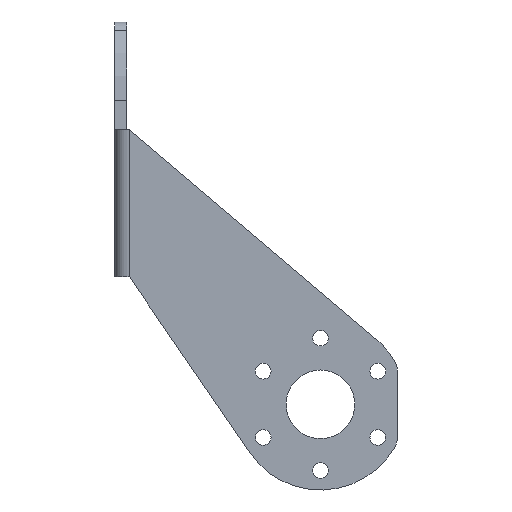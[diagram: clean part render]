
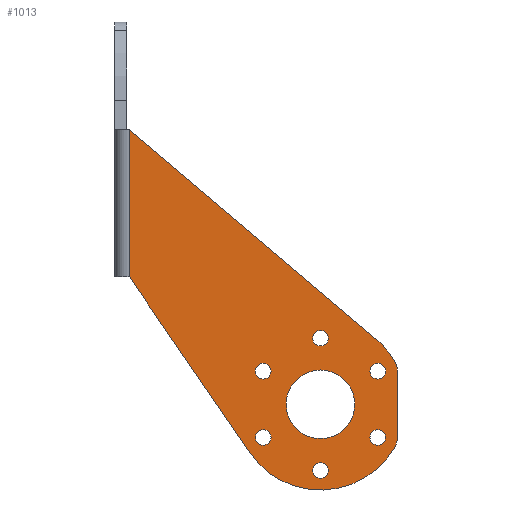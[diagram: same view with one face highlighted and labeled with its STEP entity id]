
A CAD part, left-side view. The second image highlights one B-rep face of the part: STEP entity #1013.
In plain terms, the highlighted planar face has unit normal (-1, 0, 0).
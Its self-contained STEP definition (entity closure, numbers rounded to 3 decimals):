
#19=FACE_BOUND('',#140,.T.);
#20=FACE_BOUND('',#141,.T.);
#21=FACE_BOUND('',#142,.T.);
#22=FACE_BOUND('',#143,.T.);
#23=FACE_BOUND('',#144,.T.);
#24=FACE_BOUND('',#145,.T.);
#25=FACE_BOUND('',#146,.T.);
#59=PLANE('',#1101);
#86=FACE_OUTER_BOUND('',#139,.T.);
#139=EDGE_LOOP('',(#723,#724,#725,#726,#727,#728,#729,#730));
#140=EDGE_LOOP('',(#731));
#141=EDGE_LOOP('',(#732));
#142=EDGE_LOOP('',(#733));
#143=EDGE_LOOP('',(#734));
#144=EDGE_LOOP('',(#735));
#145=EDGE_LOOP('',(#736));
#146=EDGE_LOOP('',(#737));
#222=LINE('',#1549,#295);
#236=LINE('',#1606,#309);
#237=LINE('',#1608,#310);
#238=LINE('',#1609,#311);
#295=VECTOR('',#1223,10.);
#309=VECTOR('',#1283,10.);
#310=VECTOR('',#1284,10.);
#311=VECTOR('',#1285,10.);
#367=CIRCLE('',#1074,7.);
#368=CIRCLE('',#1076,4.);
#370=CIRCLE('',#1081,4.);
#381=CIRCLE('',#1097,17.5);
#382=CIRCLE('',#1099,17.5);
#384=CIRCLE('',#1102,1.6);
#385=CIRCLE('',#1103,1.6);
#386=CIRCLE('',#1104,1.6);
#387=CIRCLE('',#1105,1.6);
#388=CIRCLE('',#1106,1.6);
#389=CIRCLE('',#1107,1.6);
#439=VERTEX_POINT('',#1535);
#440=VERTEX_POINT('',#1539);
#441=VERTEX_POINT('',#1540);
#444=VERTEX_POINT('',#1548);
#450=VERTEX_POINT('',#1563);
#461=VERTEX_POINT('',#1595);
#462=VERTEX_POINT('',#1599);
#464=VERTEX_POINT('',#1605);
#465=VERTEX_POINT('',#1607);
#466=VERTEX_POINT('',#1610);
#467=VERTEX_POINT('',#1612);
#468=VERTEX_POINT('',#1614);
#469=VERTEX_POINT('',#1616);
#470=VERTEX_POINT('',#1618);
#471=VERTEX_POINT('',#1620);
#535=EDGE_CURVE('',#439,#439,#367,.T.);
#536=EDGE_CURVE('',#440,#441,#368,.T.);
#540=EDGE_CURVE('',#441,#444,#222,.T.);
#547=EDGE_CURVE('',#444,#450,#370,.T.);
#564=EDGE_CURVE('',#450,#461,#381,.T.);
#565=EDGE_CURVE('',#462,#440,#382,.T.);
#568=EDGE_CURVE('',#461,#464,#236,.T.);
#569=EDGE_CURVE('',#465,#464,#237,.T.);
#570=EDGE_CURVE('',#465,#462,#238,.T.);
#571=EDGE_CURVE('',#466,#466,#384,.T.);
#572=EDGE_CURVE('',#467,#467,#385,.T.);
#573=EDGE_CURVE('',#468,#468,#386,.T.);
#574=EDGE_CURVE('',#469,#469,#387,.T.);
#575=EDGE_CURVE('',#470,#470,#388,.T.);
#576=EDGE_CURVE('',#471,#471,#389,.T.);
#723=ORIENTED_EDGE('',*,*,#536,.T.);
#724=ORIENTED_EDGE('',*,*,#540,.T.);
#725=ORIENTED_EDGE('',*,*,#547,.T.);
#726=ORIENTED_EDGE('',*,*,#564,.T.);
#727=ORIENTED_EDGE('',*,*,#568,.T.);
#728=ORIENTED_EDGE('',*,*,#569,.F.);
#729=ORIENTED_EDGE('',*,*,#570,.T.);
#730=ORIENTED_EDGE('',*,*,#565,.T.);
#731=ORIENTED_EDGE('',*,*,#571,.T.);
#732=ORIENTED_EDGE('',*,*,#572,.T.);
#733=ORIENTED_EDGE('',*,*,#573,.T.);
#734=ORIENTED_EDGE('',*,*,#574,.T.);
#735=ORIENTED_EDGE('',*,*,#575,.T.);
#736=ORIENTED_EDGE('',*,*,#576,.T.);
#737=ORIENTED_EDGE('',*,*,#535,.T.);
#1013=ADVANCED_FACE('',(#86,#19,#20,#21,#22,#23,#24,#25),#59,.T.);
#1074=AXIS2_PLACEMENT_3D('',#1537,#1211,#1212);
#1076=AXIS2_PLACEMENT_3D('',#1541,#1215,#1216);
#1081=AXIS2_PLACEMENT_3D('',#1564,#1234,#1235);
#1097=AXIS2_PLACEMENT_3D('',#1597,#1272,#1273);
#1099=AXIS2_PLACEMENT_3D('',#1600,#1276,#1277);
#1101=AXIS2_PLACEMENT_3D('',#1604,#1281,#1282);
#1102=AXIS2_PLACEMENT_3D('',#1611,#1286,#1287);
#1103=AXIS2_PLACEMENT_3D('',#1613,#1288,#1289);
#1104=AXIS2_PLACEMENT_3D('',#1615,#1290,#1291);
#1105=AXIS2_PLACEMENT_3D('',#1617,#1292,#1293);
#1106=AXIS2_PLACEMENT_3D('',#1619,#1294,#1295);
#1107=AXIS2_PLACEMENT_3D('',#1621,#1296,#1297);
#1211=DIRECTION('center_axis',(1.,0.,0.));
#1212=DIRECTION('ref_axis',(0.,0.,-1.));
#1215=DIRECTION('center_axis',(-1.,0.,0.));
#1216=DIRECTION('ref_axis',(0.,0.,-1.));
#1223=DIRECTION('',(0.,0.,1.));
#1234=DIRECTION('center_axis',(-1.,0.,0.));
#1235=DIRECTION('ref_axis',(0.,0.,-1.));
#1272=DIRECTION('center_axis',(-1.,0.,0.));
#1273=DIRECTION('ref_axis',(0.,0.,-1.));
#1276=DIRECTION('center_axis',(-1.,0.,0.));
#1277=DIRECTION('ref_axis',(0.,0.,-1.));
#1281=DIRECTION('center_axis',(-1.,0.,0.));
#1282=DIRECTION('ref_axis',(0.,-1.,0.));
#1283=DIRECTION('',(0.,0.763,0.647));
#1284=DIRECTION('',(0.,0.,1.));
#1285=DIRECTION('',(0.,-0.565,-0.825));
#1286=DIRECTION('center_axis',(1.,0.,0.));
#1287=DIRECTION('ref_axis',(0.,1.,0.));
#1288=DIRECTION('center_axis',(1.,0.,0.));
#1289=DIRECTION('ref_axis',(0.,1.,0.));
#1290=DIRECTION('center_axis',(1.,0.,0.));
#1291=DIRECTION('ref_axis',(0.,1.,0.));
#1292=DIRECTION('center_axis',(1.,0.,0.));
#1293=DIRECTION('ref_axis',(0.,1.,0.));
#1294=DIRECTION('center_axis',(1.,0.,0.));
#1295=DIRECTION('ref_axis',(0.,1.,0.));
#1296=DIRECTION('center_axis',(1.,0.,0.));
#1297=DIRECTION('ref_axis',(0.,1.,0.));
#1535=CARTESIAN_POINT('',(-35.5,-39.5,24.5));
#1537=CARTESIAN_POINT('Origin',(-35.5,-39.5,17.5));
#1539=CARTESIAN_POINT('',(-35.5,-54.655,8.75));
#1540=CARTESIAN_POINT('',(-35.5,-55.191,10.75));
#1541=CARTESIAN_POINT('Origin',(-35.5,-51.191,10.75));
#1548=CARTESIAN_POINT('',(-35.5,-55.191,24.25));
#1549=CARTESIAN_POINT('',(-35.5,-55.191,12.125));
#1563=CARTESIAN_POINT('',(-35.5,-54.655,26.25));
#1564=CARTESIAN_POINT('Origin',(-35.5,-51.191,24.25));
#1595=CARTESIAN_POINT('',(-35.5,-50.816,30.849));
#1597=CARTESIAN_POINT('Origin',(-35.5,-39.5,17.5));
#1599=CARTESIAN_POINT('',(-35.5,-25.058,7.616));
#1600=CARTESIAN_POINT('Origin',(-35.5,-39.5,17.5));
#1604=CARTESIAN_POINT('Origin',(-35.5,0.,0.));
#1605=CARTESIAN_POINT('',(-35.5,-0.5,73.5));
#1606=CARTESIAN_POINT('',(-35.5,-18.481,58.258));
#1607=CARTESIAN_POINT('',(-35.5,-0.5,43.5));
#1608=CARTESIAN_POINT('',(-35.5,-0.5,0.));
#1609=CARTESIAN_POINT('',(-35.5,-22.837,10.862));
#1610=CARTESIAN_POINT('',(-35.5,-41.1,31.));
#1611=CARTESIAN_POINT('Origin',(-35.5,-39.5,31.));
#1612=CARTESIAN_POINT('',(-35.5,-52.791,10.75));
#1613=CARTESIAN_POINT('Origin',(-35.5,-51.191,10.75));
#1614=CARTESIAN_POINT('',(-35.5,-29.409,10.75));
#1615=CARTESIAN_POINT('Origin',(-35.5,-27.809,10.75));
#1616=CARTESIAN_POINT('',(-35.5,-29.409,24.25));
#1617=CARTESIAN_POINT('Origin',(-35.5,-27.809,24.25));
#1618=CARTESIAN_POINT('',(-35.5,-41.1,4.));
#1619=CARTESIAN_POINT('Origin',(-35.5,-39.5,4.));
#1620=CARTESIAN_POINT('',(-35.5,-52.791,24.25));
#1621=CARTESIAN_POINT('Origin',(-35.5,-51.191,24.25));
